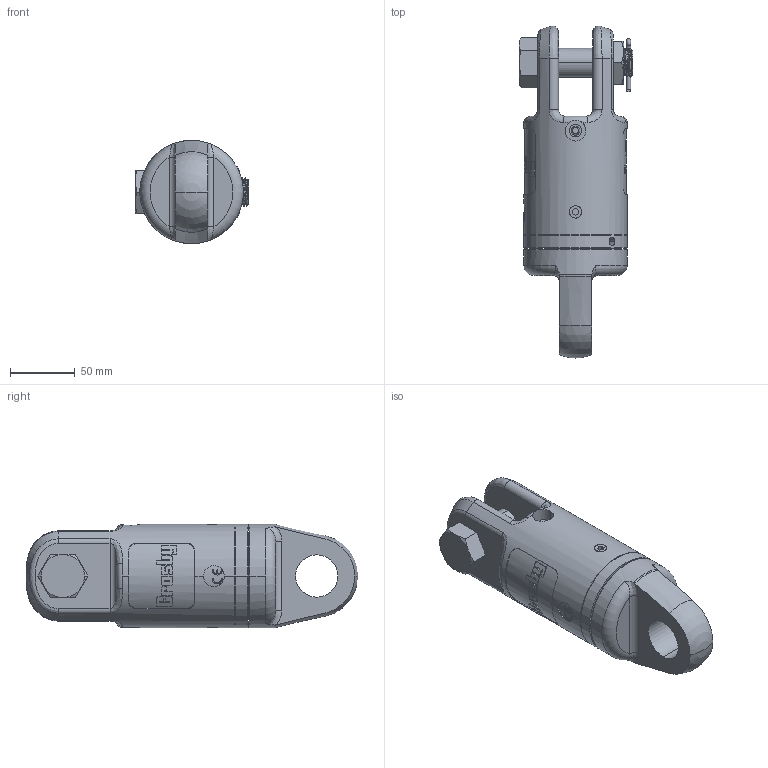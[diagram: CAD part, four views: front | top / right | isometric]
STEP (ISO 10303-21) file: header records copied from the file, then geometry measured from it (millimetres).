
FILE_DESCRIPTION((''),'2;1');
FILE_NAME('CROSBY_SWIVEL_05-S-3_297235','2008-07-24T',('adoughty'),('The Crosby Group, Inc.'),'PRO/ENGINEER BY PARAMETRIC TECHNOLOGY CORPORATION, 2005070','PRO/ENGINEER BY PARAMETRIC TECHNOLOGY CORPORATION, 2005070','');
FILE_SCHEMA(('CONFIG_CONTROL_DESIGN'));
Length unit declared in the file: inch
Products named in the file (1): CROSBY_SWIVEL_05-S-3_297235
Bounding box: 87.42 x 255.57 x 79.5 mm (x, y, z)
Volume: 711802.9 mm3; surface area: 127986.5 mm2
Topology: 3 solids, 3 shells, 637 faces, 1763 edges, 1142 vertices
Faces by surface type: plane 329, cylinder 151, bspline 53, extrusion 36, torus 35, cone 29, sphere 4
Entity records: 32806 total; most frequent: CARTESIAN_POINT 17402, ORIENTED_EDGE 3518, DIRECTION 2761, EDGE_CURVE 1759, VERTEX_POINT 1142, AXIS2_PLACEMENT_3D 996, VECTOR 769, LINE 733
